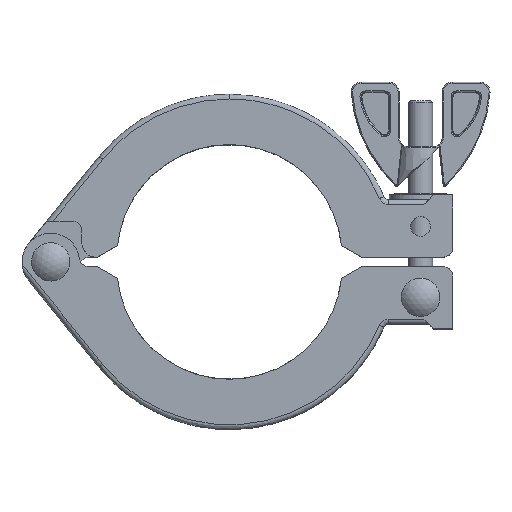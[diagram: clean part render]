
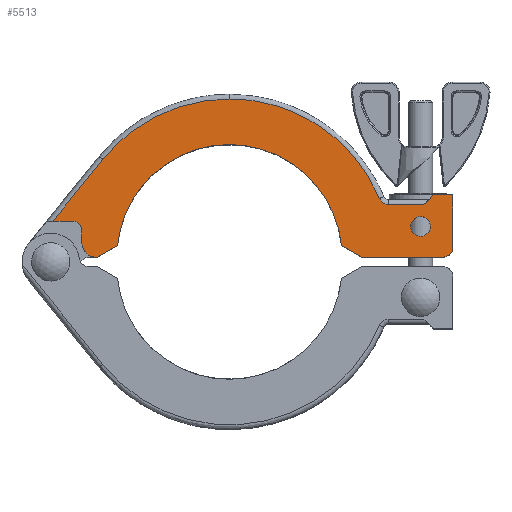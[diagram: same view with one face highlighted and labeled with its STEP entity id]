
A CAD part, top view. The second image highlights one B-rep face of the part: STEP entity #5513.
In plain terms, the highlighted planar face has unit normal (0, 0.009, 1).
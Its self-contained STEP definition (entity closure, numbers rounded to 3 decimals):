
#21=(
BOUNDED_CURVE()
B_SPLINE_CURVE(3,(#10200,#10201,#10202,#10203,#10204,#10205,#10206,#10207,
#10208,#10209),.UNSPECIFIED.,.F.,.F.)
B_SPLINE_CURVE_WITH_KNOTS((4,2,2,2,4),(5.112,5.405,
5.697,5.99,6.283),.UNSPECIFIED.)
CURVE()
GEOMETRIC_REPRESENTATION_ITEM()
RATIONAL_B_SPLINE_CURVE((1.,1.,1.,1.,1.,1.,1.,1.,1.,1.))
REPRESENTATION_ITEM('')
);
#22=(
BOUNDED_CURVE()
B_SPLINE_CURVE(3,(#10282,#10283,#10284,#10285,#10286,#10287),
 .UNSPECIFIED.,.F.,.F.)
B_SPLINE_CURVE_WITH_KNOTS((4,2,4),(1.97,2.556,3.142),
 .UNSPECIFIED.)
CURVE()
GEOMETRIC_REPRESENTATION_ITEM()
RATIONAL_B_SPLINE_CURVE((1.,1.,1.,1.,1.,1.))
REPRESENTATION_ITEM('')
);
#23=(
BOUNDED_CURVE()
B_SPLINE_CURVE(3,(#10289,#10290,#10291,#10292,#10293,#10294,#10295,#10296,
#10297,#10298),.UNSPECIFIED.,.F.,.F.)
B_SPLINE_CURVE_WITH_KNOTS((4,2,2,2,4),(0.,0.223,0.445,
0.668,0.891),.UNSPECIFIED.)
CURVE()
GEOMETRIC_REPRESENTATION_ITEM()
RATIONAL_B_SPLINE_CURVE((1.,1.,1.,1.,1.,1.,1.,1.,1.,1.))
REPRESENTATION_ITEM('')
);
#71=ELLIPSE('',#6119,2.05,2.05);
#74=ELLIPSE('',#6122,2.05,2.05);
#82=ELLIPSE('',#6145,2.,2.);
#83=ELLIPSE('',#6146,3.,3.);
#84=ELLIPSE('',#6147,23.501,23.5);
#85=ELLIPSE('',#6148,2.,2.);
#318=FACE_BOUND('',#1746,.T.);
#375=PLANE('',#6144);
#567=LINE('',#10279,#893);
#568=LINE('',#10281,#894);
#569=LINE('',#10300,#895);
#570=LINE('',#10302,#896);
#571=LINE('',#10306,#897);
#572=LINE('',#10310,#898);
#573=LINE('',#10312,#899);
#574=LINE('',#10316,#900);
#575=LINE('',#10318,#901);
#576=LINE('',#10322,#902);
#577=LINE('',#10323,#903);
#893=VECTOR('',#7472,1000.);
#894=VECTOR('',#7473,1000.);
#895=VECTOR('',#7474,1000.);
#896=VECTOR('',#7475,1000.);
#897=VECTOR('',#7478,1000.);
#898=VECTOR('',#7481,1000.);
#899=VECTOR('',#7482,1000.);
#900=VECTOR('',#7485,1000.);
#901=VECTOR('',#7486,1000.);
#902=VECTOR('',#7489,1000.);
#903=VECTOR('',#7490,1000.);
#1401=FACE_OUTER_BOUND('',#1745,.T.);
#1745=EDGE_LOOP('',(#4558,#4559,#4560,#4561,#4562,#4563,#4564,#4565,#4566,
#4567,#4568,#4569,#4570,#4571,#4572,#4573,#4574,#4575));
#1746=EDGE_LOOP('',(#4576,#4577));
#2518=VERTEX_POINT('',#10197);
#2519=VERTEX_POINT('',#10199);
#2520=VERTEX_POINT('',#10212);
#2521=VERTEX_POINT('',#10213);
#2545=VERTEX_POINT('',#10277);
#2546=VERTEX_POINT('',#10278);
#2547=VERTEX_POINT('',#10280);
#2548=VERTEX_POINT('',#10288);
#2549=VERTEX_POINT('',#10299);
#2550=VERTEX_POINT('',#10301);
#2551=VERTEX_POINT('',#10303);
#2552=VERTEX_POINT('',#10305);
#2553=VERTEX_POINT('',#10307);
#2554=VERTEX_POINT('',#10309);
#2555=VERTEX_POINT('',#10311);
#2556=VERTEX_POINT('',#10313);
#2557=VERTEX_POINT('',#10315);
#2558=VERTEX_POINT('',#10317);
#2559=VERTEX_POINT('',#10319);
#2560=VERTEX_POINT('',#10321);
#3231=EDGE_CURVE('',#2519,#2518,#21,.T.);
#3233=EDGE_CURVE('',#2520,#2521,#71,.T.);
#3237=EDGE_CURVE('',#2521,#2520,#74,.T.);
#3262=EDGE_CURVE('',#2545,#2546,#567,.T.);
#3263=EDGE_CURVE('',#2546,#2547,#568,.T.);
#3264=EDGE_CURVE('',#2519,#2547,#22,.T.);
#3265=EDGE_CURVE('',#2518,#2548,#23,.T.);
#3266=EDGE_CURVE('',#2548,#2549,#569,.T.);
#3267=EDGE_CURVE('',#2550,#2549,#570,.T.);
#3268=EDGE_CURVE('',#2550,#2551,#82,.T.);
#3269=EDGE_CURVE('',#2552,#2551,#571,.T.);
#3270=EDGE_CURVE('',#2552,#2553,#83,.T.);
#3271=EDGE_CURVE('',#2553,#2554,#572,.T.);
#3272=EDGE_CURVE('',#2554,#2555,#573,.T.);
#3273=EDGE_CURVE('',#2555,#2556,#84,.T.);
#3274=EDGE_CURVE('',#2556,#2557,#574,.T.);
#3275=EDGE_CURVE('',#2557,#2558,#575,.T.);
#3276=EDGE_CURVE('',#2558,#2559,#85,.T.);
#3277=EDGE_CURVE('',#2559,#2560,#576,.T.);
#3278=EDGE_CURVE('',#2560,#2545,#577,.T.);
#4558=ORIENTED_EDGE('',*,*,#3262,.T.);
#4559=ORIENTED_EDGE('',*,*,#3263,.T.);
#4560=ORIENTED_EDGE('',*,*,#3264,.F.);
#4561=ORIENTED_EDGE('',*,*,#3231,.T.);
#4562=ORIENTED_EDGE('',*,*,#3265,.T.);
#4563=ORIENTED_EDGE('',*,*,#3266,.T.);
#4564=ORIENTED_EDGE('',*,*,#3267,.F.);
#4565=ORIENTED_EDGE('',*,*,#3268,.T.);
#4566=ORIENTED_EDGE('',*,*,#3269,.F.);
#4567=ORIENTED_EDGE('',*,*,#3270,.T.);
#4568=ORIENTED_EDGE('',*,*,#3271,.T.);
#4569=ORIENTED_EDGE('',*,*,#3272,.T.);
#4570=ORIENTED_EDGE('',*,*,#3273,.T.);
#4571=ORIENTED_EDGE('',*,*,#3274,.T.);
#4572=ORIENTED_EDGE('',*,*,#3275,.T.);
#4573=ORIENTED_EDGE('',*,*,#3276,.T.);
#4574=ORIENTED_EDGE('',*,*,#3277,.T.);
#4575=ORIENTED_EDGE('',*,*,#3278,.T.);
#4576=ORIENTED_EDGE('',*,*,#3233,.F.);
#4577=ORIENTED_EDGE('',*,*,#3237,.F.);
#5513=ADVANCED_FACE('',(#1401,#318),#375,.T.);
#6119=AXIS2_PLACEMENT_3D('',#10214,#7412,#7413);
#6122=AXIS2_PLACEMENT_3D('',#10220,#7419,#7420);
#6144=AXIS2_PLACEMENT_3D('',#10276,#7470,#7471);
#6145=AXIS2_PLACEMENT_3D('',#10304,#7476,#7477);
#6146=AXIS2_PLACEMENT_3D('',#10308,#7479,#7480);
#6147=AXIS2_PLACEMENT_3D('',#10314,#7483,#7484);
#6148=AXIS2_PLACEMENT_3D('',#10320,#7487,#7488);
#7412=DIRECTION('center_axis',(0.,0.009,1.));
#7413=DIRECTION('ref_axis',(0.,-1.,0.009));
#7419=DIRECTION('center_axis',(0.,0.009,1.));
#7420=DIRECTION('ref_axis',(0.,-1.,0.009));
#7470=DIRECTION('center_axis',(0.,0.009,1.));
#7471=DIRECTION('ref_axis',(1.,0.,0.));
#7472=DIRECTION('',(-0.707,-0.707,0.006));
#7473=DIRECTION('',(-1.,0.,0.));
#7474=DIRECTION('',(-0.629,-0.777,0.007));
#7475=DIRECTION('',(-1.,0.,0.));
#7476=DIRECTION('center_axis',(0.,-0.009,-1.));
#7477=DIRECTION('ref_axis',(0.,1.,-0.009));
#7478=DIRECTION('',(0.,1.,-0.009));
#7479=DIRECTION('center_axis',(0.,0.009,1.));
#7480=DIRECTION('ref_axis',(0.,1.,-0.009));
#7481=DIRECTION('',(1.,0.,0.));
#7482=DIRECTION('',(0.866,0.5,-0.004));
#7483=DIRECTION('center_axis',(0.,-0.009,
-1.));
#7484=DIRECTION('ref_axis',(0.,1.,-0.009));
#7485=DIRECTION('',(0.866,-0.5,0.004));
#7486=DIRECTION('',(1.,0.,0.));
#7487=DIRECTION('center_axis',(0.,0.009,1.));
#7488=DIRECTION('ref_axis',(0.,1.,-0.009));
#7489=DIRECTION('',(0.,1.,-0.009));
#7490=DIRECTION('',(-1.,0.,0.));
#10197=CARTESIAN_POINT('',(0.,33.009,8.009));
#10199=CARTESIAN_POINT('',(31.324,12.231,8.19));
#10200=CARTESIAN_POINT('Ctrl Pts',(31.324,12.231,8.19));
#10201=CARTESIAN_POINT('Ctrl Pts',(30.033,15.289,8.163));
#10202=CARTESIAN_POINT('Ctrl Pts',(28.292,18.156,8.138));
#10203=CARTESIAN_POINT('Ctrl Pts',(24.055,23.265,8.094));
#10204=CARTESIAN_POINT('Ctrl Pts',(21.56,25.507,8.074));
#10205=CARTESIAN_POINT('Ctrl Pts',(16.028,29.177,8.042));
#10206=CARTESIAN_POINT('Ctrl Pts',(12.993,30.603,8.03));
#10207=CARTESIAN_POINT('Ctrl Pts',(6.637,32.519,8.013));
#10208=CARTESIAN_POINT('Ctrl Pts',(3.319,33.009,8.009));
#10209=CARTESIAN_POINT('Ctrl Pts',(0.,33.009,
8.009));
#10212=CARTESIAN_POINT('',(37.85,6.4,8.241));
#10213=CARTESIAN_POINT('',(41.95,6.4,8.241));
#10214=CARTESIAN_POINT('Origin',(39.9,6.4,8.241));
#10220=CARTESIAN_POINT('Origin',(39.9,6.4,8.241));
#10276=CARTESIAN_POINT('Origin',(0.,0.001,8.297));
#10277=CARTESIAN_POINT('',(42.6,13.,8.183));
#10278=CARTESIAN_POINT('',(40.609,11.009,8.201));
#10279=CARTESIAN_POINT('',(41.601,12.001,8.192));
#10280=CARTESIAN_POINT('',(33.166,11.009,8.201));
#10281=CARTESIAN_POINT('',(32.496,11.009,8.201));
#10282=CARTESIAN_POINT('Ctrl Pts',(31.324,12.231,8.19));
#10283=CARTESIAN_POINT('Ctrl Pts',(31.476,11.871,8.193));
#10284=CARTESIAN_POINT('Ctrl Pts',(31.735,11.558,8.196));
#10285=CARTESIAN_POINT('Ctrl Pts',(32.386,11.126,8.2));
#10286=CARTESIAN_POINT('Ctrl Pts',(32.775,11.009,8.201));
#10287=CARTESIAN_POINT('Ctrl Pts',(33.166,11.009,8.201));
#10288=CARTESIAN_POINT('',(-26.434,20.392,8.119));
#10289=CARTESIAN_POINT('Ctrl Pts',(0.,33.009,8.009));
#10290=CARTESIAN_POINT('Ctrl Pts',(-2.524,33.009,8.009));
#10291=CARTESIAN_POINT('Ctrl Pts',(-5.047,32.727,8.011));
#10292=CARTESIAN_POINT('Ctrl Pts',(-9.969,31.612,8.021));
#10293=CARTESIAN_POINT('Ctrl Pts',(-12.368,30.78,8.028));
#10294=CARTESIAN_POINT('Ctrl Pts',(-16.923,28.606,8.047));
#10295=CARTESIAN_POINT('Ctrl Pts',(-19.079,27.264,8.059));
#10296=CARTESIAN_POINT('Ctrl Pts',(-23.041,24.138,8.086));
#10297=CARTESIAN_POINT('Ctrl Pts',(-24.847,22.354,8.102));
#10298=CARTESIAN_POINT('Ctrl Pts',(-26.434,20.392,8.119));
#10299=CARTESIAN_POINT('',(-36.862,7.5,8.231));
#10300=CARTESIAN_POINT('',(-37.368,6.875,8.237));
#10301=CARTESIAN_POINT('',(-32.8,7.5,8.231));
#10302=CARTESIAN_POINT('',(0.,7.5,8.231));
#10303=CARTESIAN_POINT('',(-30.8,5.5,8.249));
#10304=CARTESIAN_POINT('Origin',(-32.8,5.5,8.249));
#10305=CARTESIAN_POINT('',(-30.8,3.,8.271));
#10306=CARTESIAN_POINT('',(-30.8,7.501,8.231));
#10307=CARTESIAN_POINT('',(-27.8,0.,8.297));
#10308=CARTESIAN_POINT('Origin',(-27.8,3.,8.271));
#10309=CARTESIAN_POINT('',(-27.6,0.,8.297));
#10310=CARTESIAN_POINT('',(-27.6,0.,8.297));
#10311=CARTESIAN_POINT('',(-23.373,2.44,8.275));
#10312=CARTESIAN_POINT('',(-23.372,2.441,8.275));
#10313=CARTESIAN_POINT('',(23.373,2.44,8.275));
#10314=CARTESIAN_POINT('Origin',(0.,0.,
8.297));
#10315=CARTESIAN_POINT('',(27.6,0.,8.297));
#10316=CARTESIAN_POINT('',(27.599,0.001,8.297));
#10317=CARTESIAN_POINT('',(44.6,0.,8.297));
#10318=CARTESIAN_POINT('',(46.6,0.,8.297));
#10319=CARTESIAN_POINT('',(46.6,2.,8.279));
#10320=CARTESIAN_POINT('Origin',(44.6,2.,8.279));
#10321=CARTESIAN_POINT('',(46.6,13.,8.183));
#10322=CARTESIAN_POINT('',(46.6,13.001,8.183));
#10323=CARTESIAN_POINT('',(42.6,13.,8.183));
